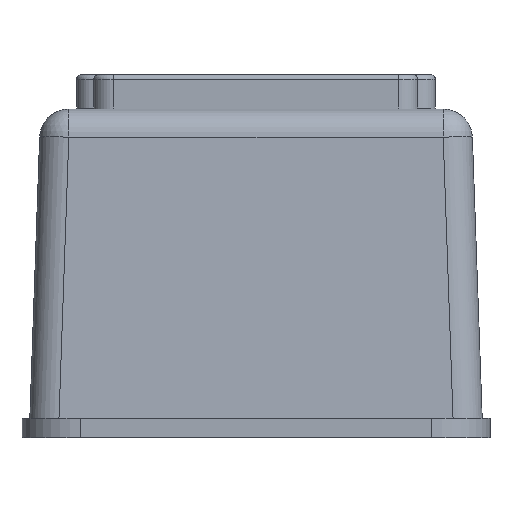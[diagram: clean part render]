
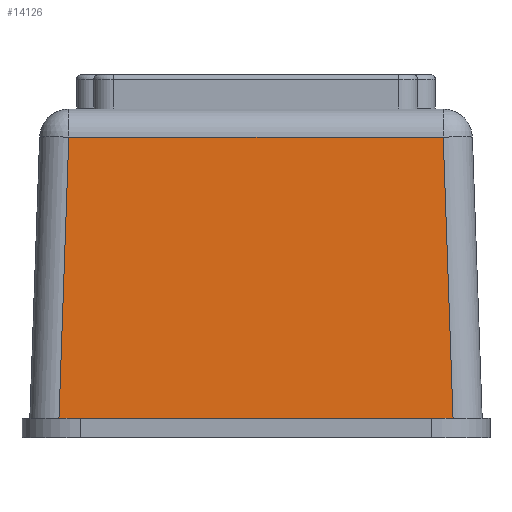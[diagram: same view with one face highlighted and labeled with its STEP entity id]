
A CAD part, front view. The second image highlights one B-rep face of the part: STEP entity #14126.
In plain terms, the highlighted face is planar.
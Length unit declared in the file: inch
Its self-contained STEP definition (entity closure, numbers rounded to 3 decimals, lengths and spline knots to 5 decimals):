
#154 = LINE ( 'NONE', #14397, #10028 ) ;
#1945 = DIRECTION ( 'NONE',  ( 0.035, 0.999, 0. ) ) ;
#2115 = ORIENTED_EDGE ( 'NONE', *, *, #39321, .F. ) ;
#3376 = DIRECTION ( 'NONE',  ( -0.035, -0.999, -0.035 ) ) ;
#3763 = DIRECTION ( 'NONE',  ( 0., 0., -1. ) ) ;
#3986 = VECTOR ( 'NONE', #23878, 39.37008 ) ;
#4457 = LINE ( 'NONE', #33208, #26142 ) ;
#4995 = CARTESIAN_POINT ( 'NONE',  ( 2.4967, -0.09451, -1.25981 ) ) ;
#5061 = DIRECTION ( 'NONE',  ( 0., 0., -1. ) ) ;
#5388 = PLANE ( 'NONE',  #34680 ) ;
#6243 = CARTESIAN_POINT ( 'NONE',  ( 2.5, 0., 1.26311 ) ) ;
#10028 = VECTOR ( 'NONE', #3376, 39.37008 ) ;
#13038 = VERTEX_POINT ( 'NONE', #6243 ) ;
#14126 = ADVANCED_FACE ( 'NONE', ( #38979 ), #5388, .T. ) ;
#14297 = LINE ( 'NONE', #27469, #28280 ) ;
#14397 = CARTESIAN_POINT ( 'NONE',  ( 2.50023, 0.00651, 1.26334 ) ) ;
#20764 = ORIENTED_EDGE ( 'NONE', *, *, #22553, .T. ) ;
#21150 = CARTESIAN_POINT ( 'NONE',  ( 2.43705, -1.80253, -1.20017 ) ) ;
#22553 = EDGE_CURVE ( 'NONE', #13038, #31691, #154, .T. ) ;
#23878 = DIRECTION ( 'NONE',  ( 0.035, 0.999, -0.035 ) ) ;
#24798 = EDGE_LOOP ( 'NONE', ( #25292, #30815, #2115, #20764 ) ) ;
#24952 = VERTEX_POINT ( 'NONE', #39526 ) ;
#25292 = ORIENTED_EDGE ( 'NONE', *, *, #27617, .T. ) ;
#26142 = VECTOR ( 'NONE', #3763, 39.37008 ) ;
#27469 = CARTESIAN_POINT ( 'NONE',  ( 2.5, 0., 1.45 ) ) ;
#27617 = EDGE_CURVE ( 'NONE', #31691, #42333, #4457, .T. ) ;
#28280 = VECTOR ( 'NONE', #5061, 39.37008 ) ;
#30815 = ORIENTED_EDGE ( 'NONE', *, *, #35094, .T. ) ;
#31571 = DIRECTION ( 'NONE',  ( 0.999, -0.035, 0. ) ) ;
#31691 = VERTEX_POINT ( 'NONE', #41512 ) ;
#33208 = CARTESIAN_POINT ( 'NONE',  ( 2.43705, -1.80253, 1.45 ) ) ;
#34680 = AXIS2_PLACEMENT_3D ( 'NONE', #46041, #31571, #1945 ) ;
#35094 = EDGE_CURVE ( 'NONE', #42333, #24952, #42509, .T. ) ;
#38979 = FACE_OUTER_BOUND ( 'NONE', #24798, .T. ) ;
#39321 = EDGE_CURVE ( 'NONE', #13038, #24952, #14297, .T. ) ;
#39526 = CARTESIAN_POINT ( 'NONE',  ( 2.5, 0., -1.26311 ) ) ;
#41512 = CARTESIAN_POINT ( 'NONE',  ( 2.43705, -1.80253, 1.20017 ) ) ;
#42333 = VERTEX_POINT ( 'NONE', #21150 ) ;
#42509 = LINE ( 'NONE', #4995, #3986 ) ;
#46041 = CARTESIAN_POINT ( 'NONE',  ( 2.5, 0., 1.45 ) ) ;
